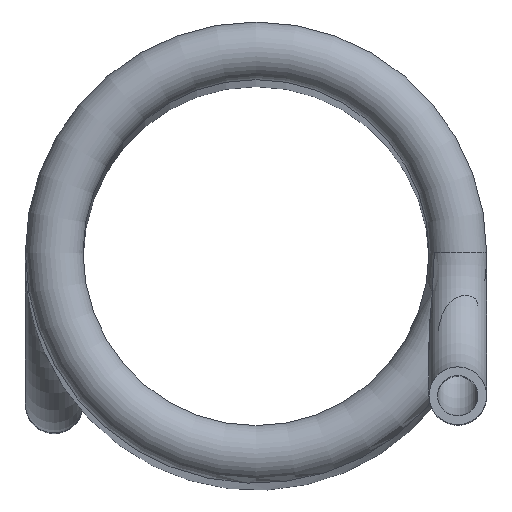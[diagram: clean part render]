
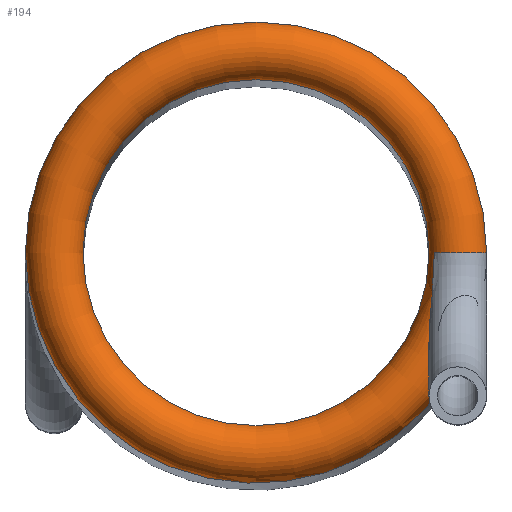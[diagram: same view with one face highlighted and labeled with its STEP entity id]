
A CAD part, top view. The second image highlights one B-rep face of the part: STEP entity #194.
In plain terms, the highlighted toroidal (fillet/blend) face has major radius 35 mm and minor radius 5 mm.
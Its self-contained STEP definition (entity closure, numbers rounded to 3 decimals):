
#28=B_SPLINE_CURVE_WITH_KNOTS('',3,(#322,#323,#324,#325,#326,#327,#328,
#329,#330,#331,#332,#333,#334,#335,#336,#337,#338,#339,#340),
 .UNSPECIFIED.,.F.,.F.,(4,1,1,1,1,1,1,1,1,1,1,1,1,1,1,1,4),(0.,
0.003,0.007,0.011,0.012,
0.014,0.016,0.018,0.019,
0.02,0.021,0.022,0.022,
0.023,0.025,0.027,0.029),
 .UNSPECIFIED.);
#34=ORIENTED_EDGE('',*,*,#74,.T.);
#35=ORIENTED_EDGE('',*,*,#75,.F.);
#36=ORIENTED_EDGE('',*,*,#76,.F.);
#37=ORIENTED_EDGE('',*,*,#77,.T.);
#74=EDGE_CURVE('',#94,#94,#112,.T.);
#75=EDGE_CURVE('',#95,#96,#113,.T.);
#76=EDGE_CURVE('',#97,#95,#28,.T.);
#77=EDGE_CURVE('',#97,#96,#114,.T.);
#94=VERTEX_POINT('',#318);
#95=VERTEX_POINT('',#320);
#96=VERTEX_POINT('',#321);
#97=VERTEX_POINT('',#341);
#112=CIRCLE('',#224,30.);
#113=CIRCLE('',#225,40.);
#114=CIRCLE('',#226,5.);
#126=EDGE_LOOP('',(#34));
#127=EDGE_LOOP('',(#35,#36,#37));
#156=FACE_BOUND('',#126,.T.);
#157=FACE_BOUND('',#127,.T.);
#186=TOROIDAL_SURFACE('',#223,35.,5.);
#194=ADVANCED_FACE('',(#156,#157),#186,.T.);
#223=AXIS2_PLACEMENT_3D('',#316,#255,#256);
#224=AXIS2_PLACEMENT_3D('',#317,#257,#258);
#225=AXIS2_PLACEMENT_3D('',#319,#259,#260);
#226=AXIS2_PLACEMENT_3D('',#342,#261,#262);
#255=DIRECTION('',(0.,0.,-1.));
#256=DIRECTION('',(-1.,0.,0.));
#257=DIRECTION('',(0.,0.,-1.));
#258=DIRECTION('',(-1.,0.,0.));
#259=DIRECTION('',(0.,0.,-1.));
#260=DIRECTION('',(-1.,0.,0.));
#261=DIRECTION('',(0.,1.,0.));
#262=DIRECTION('',(1.,0.,0.));
#316=CARTESIAN_POINT('',(0.,40.,-5.));
#317=CARTESIAN_POINT('',(0.,40.,-5.));
#318=CARTESIAN_POINT('',(-30.,40.,-5.));
#319=CARTESIAN_POINT('',(0.,40.,-5.));
#320=CARTESIAN_POINT('',(36.622,23.911,-5.));
#321=CARTESIAN_POINT('',(40.,40.,-5.));
#322=CARTESIAN_POINT('',(30.931,40.,-2.094));
#323=CARTESIAN_POINT('',(30.932,38.789,-2.093));
#324=CARTESIAN_POINT('',(30.858,36.366,-1.993));
#325=CARTESIAN_POINT('',(30.566,32.766,-1.566));
#326=CARTESIAN_POINT('',(30.257,29.798,-1.05));
#327=CARTESIAN_POINT('',(30.062,27.423,-0.612));
#328=CARTESIAN_POINT('',(29.981,25.634,-0.3));
#329=CARTESIAN_POINT('',(30.023,23.831,-0.051));
#330=CARTESIAN_POINT('',(30.246,22.334,0.034));
#331=CARTESIAN_POINT('',(30.651,21.191,-0.073));
#332=CARTESIAN_POINT('',(31.119,20.427,-0.293));
#333=CARTESIAN_POINT('',(31.764,19.897,-0.69));
#334=CARTESIAN_POINT('',(32.501,19.713,-1.223));
#335=CARTESIAN_POINT('',(33.214,19.832,-1.789));
#336=CARTESIAN_POINT('',(34.077,20.256,-2.523));
#337=CARTESIAN_POINT('',(35.,21.114,-3.368));
#338=CARTESIAN_POINT('',(35.904,22.418,-4.253));
#339=CARTESIAN_POINT('',(36.398,23.402,-4.763));
#340=CARTESIAN_POINT('',(36.622,23.911,-5.));
#341=CARTESIAN_POINT('',(30.931,40.,-2.094));
#342=CARTESIAN_POINT('',(35.,40.,-5.));
